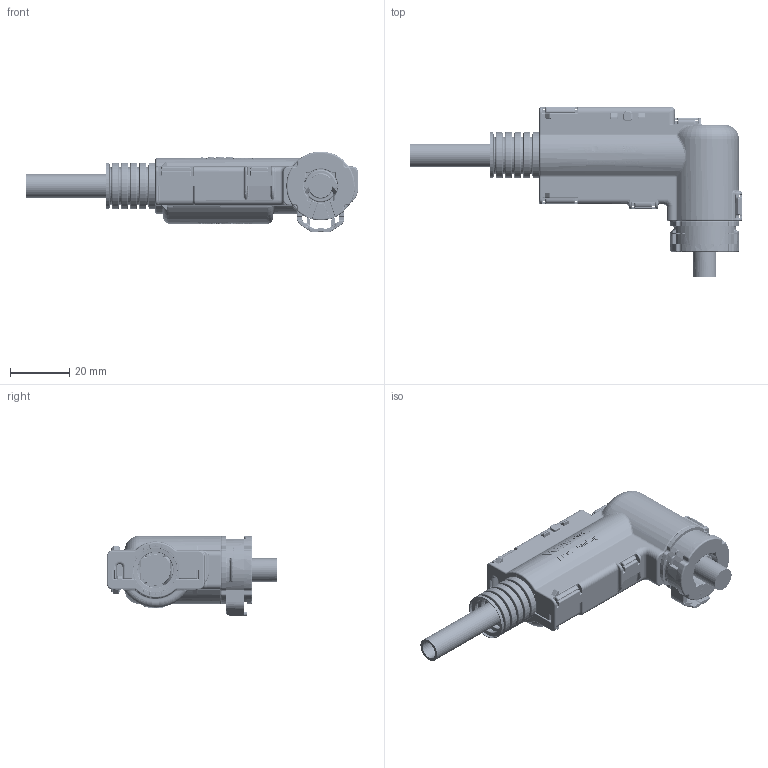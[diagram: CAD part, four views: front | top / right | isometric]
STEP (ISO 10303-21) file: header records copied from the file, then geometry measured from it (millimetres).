
FILE_DESCRIPTION(('CATIA V5 STEP','CAx-IF Rec.Pracs.--- Model Styling and Organization---1.4--- 2014-01-23'),'2;1');
FILE_NAME('Download-SV241NSL_90GRAD_WKU_5-16_Zoll_ 8x1_heated.stp','2019-07-16T07:08:17+00:00',('none'),('none'),'CATIA Version 5-6 Release 2016 SP3 HF59','CATIA V5 STEP AP214 Edition 3','none');
FILE_SCHEMA(('AUTOMOTIVE_DESIGN { 1 0 10303 214 3 1 1 1 }'));
Length unit declared in the file: millimetre
Products named in the file (1): Download-SV241NSL_90GRAD_WKU_5-16_Zoll_ 8x1_heated
Bounding box: 112.23 x 57.58 x 27.32 mm (x, y, z)
Volume: 23391.3 mm3; surface area: 36391.9 mm2
Topology: 7 solids, 7 shells, 7144 faces, 17946 edges, 10544 vertices
Faces by surface type: plane 2299, cylinder 1964, bspline 1308, torus 1094, sphere 230, cone 205, extrusion 44
Entity records: 297980 total; most frequent: CARTESIAN_POINT 149517, ORIENTED_EDGE 35172, DIRECTION 21127, EDGE_CURVE 17586, VERTEX_POINT 10542, AXIS2_PLACEMENT_3D 9843, EDGE_LOOP 7252, ADVANCED_FACE 7144
